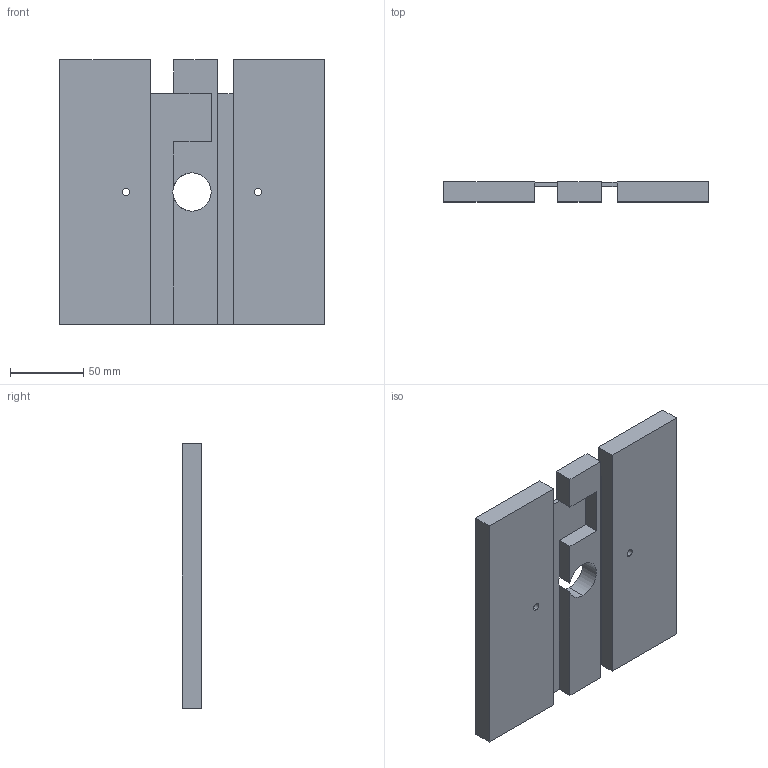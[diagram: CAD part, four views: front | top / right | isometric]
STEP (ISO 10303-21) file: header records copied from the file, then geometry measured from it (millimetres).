
FILE_DESCRIPTION (( 'STEP AP214' ), '1' );
FILE_NAME ('SWP-BOTTOM-BASE.STEP', '2025-05-10T00:13:41', ( '' ), ( '' ), 'SwSTEP 2.0', 'SolidWorks 2024', '' );
FILE_SCHEMA (( 'AUTOMOTIVE_DESIGN' ));
Length unit declared in the file: millimetre
Products named in the file (1): SWP-BOTTOM-BASE
Bounding box: 180 x 13.3 x 180 mm (x, y, z)
Volume: 363608.9 mm3; surface area: 81043.2 mm2
Topology: 1 solids, 1 shells, 29 faces, 83 edges, 55 vertices
Faces by surface type: plane 23, cylinder 6
Entity records: 978 total; most frequent: CARTESIAN_POINT 168, ORIENTED_EDGE 166, DIRECTION 157, EDGE_CURVE 83, LINE 69, VECTOR 69, VERTEX_POINT 55, AXIS2_PLACEMENT_3D 44
